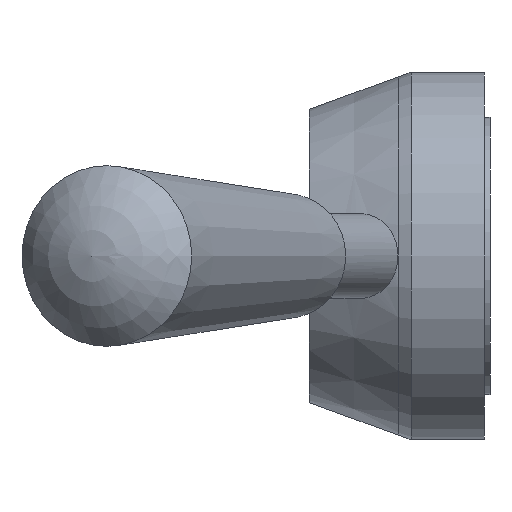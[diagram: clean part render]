
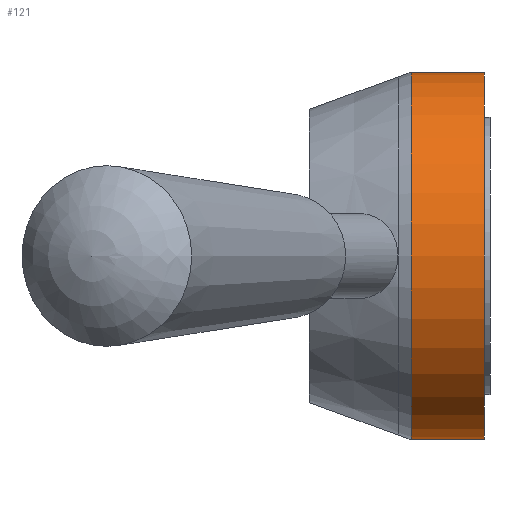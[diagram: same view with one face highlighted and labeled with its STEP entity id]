
A CAD part, left-side view. The second image highlights one B-rep face of the part: STEP entity #121.
In plain terms, the highlighted cylindrical face has radius 32.563 mm (diameter 65.127 mm), a full revolution.
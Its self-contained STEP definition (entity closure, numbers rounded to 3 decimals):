
#100=CYLINDRICAL_SURFACE('',#354,32.563);
#121=ADVANCED_FACE('',(#172,#173),#100,.T.);
#172=FACE_BOUND('',#206,.T.);
#173=FACE_BOUND('',#207,.T.);
#206=EDGE_LOOP('',(#248));
#207=EDGE_LOOP('',(#249));
#248=ORIENTED_EDGE('',*,*,#304,.T.);
#249=ORIENTED_EDGE('',*,*,#305,.F.);
#282=VERTEX_POINT('',#525);
#283=VERTEX_POINT('',#528);
#304=EDGE_CURVE('',#282,#282,#323,.T.);
#305=EDGE_CURVE('',#283,#283,#324,.T.);
#323=CIRCLE('',#351,32.563);
#324=CIRCLE('',#353,32.563);
#351=AXIS2_PLACEMENT_3D('',#524,#411,#412);
#353=AXIS2_PLACEMENT_3D('',#527,#415,#416);
#354=AXIS2_PLACEMENT_3D('',#529,#417,#418);
#411=DIRECTION('',(0.,1.,0.));
#412=DIRECTION('',(0.,0.,1.));
#415=DIRECTION('',(0.,1.,0.));
#416=DIRECTION('',(0.,0.,1.));
#417=DIRECTION('',(0.,1.,0.));
#418=DIRECTION('',(0.,0.,1.));
#524=CARTESIAN_POINT('',(369.,231.186,0.));
#525=CARTESIAN_POINT('',(369.,231.186,32.563));
#527=CARTESIAN_POINT('',(369.,244.16,0.));
#528=CARTESIAN_POINT('',(369.,244.16,32.563));
#529=CARTESIAN_POINT('',(369.,271.5,0.));
